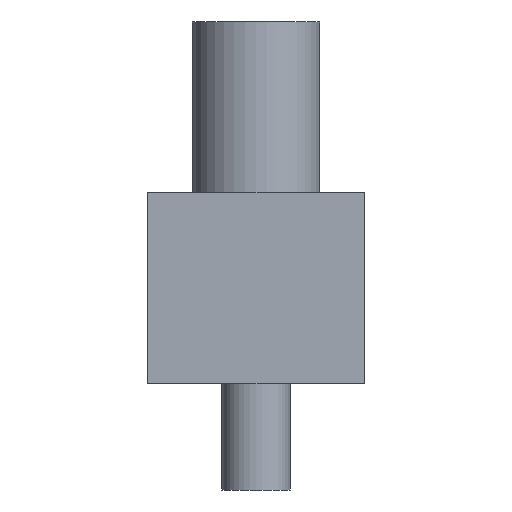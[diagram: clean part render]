
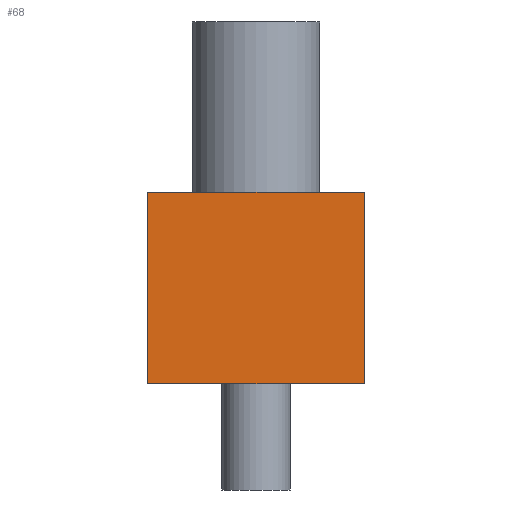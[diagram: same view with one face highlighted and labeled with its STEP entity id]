
A CAD part, left-side view. The second image highlights one B-rep face of the part: STEP entity #68.
In plain terms, the highlighted planar face has unit normal (-1, 0, 0).
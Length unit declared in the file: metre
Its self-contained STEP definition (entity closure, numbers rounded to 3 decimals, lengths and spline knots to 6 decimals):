
#68 = ADVANCED_FACE( '', ( #141 ), #142, .T. );
#141 = FACE_OUTER_BOUND( '', #214, .T. );
#142 = PLANE( '', #215 );
#214 = EDGE_LOOP( '', ( #319, #320, #321, #322 ) );
#215 = AXIS2_PLACEMENT_3D( '', #323, #324, #325 );
#319 = ORIENTED_EDGE( '', *, *, #387, .F. );
#320 = ORIENTED_EDGE( '', *, *, #364, .F. );
#321 = ORIENTED_EDGE( '', *, *, #391, .T. );
#322 = ORIENTED_EDGE( '', *, *, #370, .T. );
#323 = CARTESIAN_POINT( '', ( -0.0127, 0.00127, 0.0045 ) );
#324 = DIRECTION( '', ( -1., 0., 0. ) );
#325 = DIRECTION( '', ( 0., 0., 1. ) );
#364 = EDGE_CURVE( '', #412, #408, #414, .T. );
#370 = EDGE_CURVE( '', #424, #421, #425, .T. );
#387 = EDGE_CURVE( '', #408, #421, #448, .T. );
#391 = EDGE_CURVE( '', #412, #424, #453, .T. );
#408 = VERTEX_POINT( '', #470 );
#412 = VERTEX_POINT( '', #476 );
#414 = LINE( '', #479, #480 );
#421 = VERTEX_POINT( '', #487 );
#424 = VERTEX_POINT( '', #491 );
#425 = LINE( '', #492, #493 );
#448 = LINE( '', #520, #521 );
#453 = LINE( '', #526, #527 );
#470 = CARTESIAN_POINT( '', ( -0.0127, -0.00254, 0. ) );
#476 = CARTESIAN_POINT( '', ( -0.0127, -0.00254, 0.0045 ) );
#479 = CARTESIAN_POINT( '', ( -0.0127, -0.00254, 0.0045 ) );
#480 = VECTOR( '', #547, 1. );
#487 = CARTESIAN_POINT( '', ( -0.0127, 0.00254, 0. ) );
#491 = CARTESIAN_POINT( '', ( -0.0127, 0.00254, 0.0045 ) );
#492 = CARTESIAN_POINT( '', ( -0.0127, 0.00254, 0.0045 ) );
#493 = VECTOR( '', #555, 1. );
#520 = CARTESIAN_POINT( '', ( -0.0127, 0.00127, 0. ) );
#521 = VECTOR( '', #575, 1. );
#526 = CARTESIAN_POINT( '', ( -0.0127, 0.00127, 0.0045 ) );
#527 = VECTOR( '', #579, 1. );
#547 = DIRECTION( '', ( 0., 0., -1. ) );
#555 = DIRECTION( '', ( 0., 0., -1. ) );
#575 = DIRECTION( '', ( 0., 1., 0. ) );
#579 = DIRECTION( '', ( 0., 1., 0. ) );
